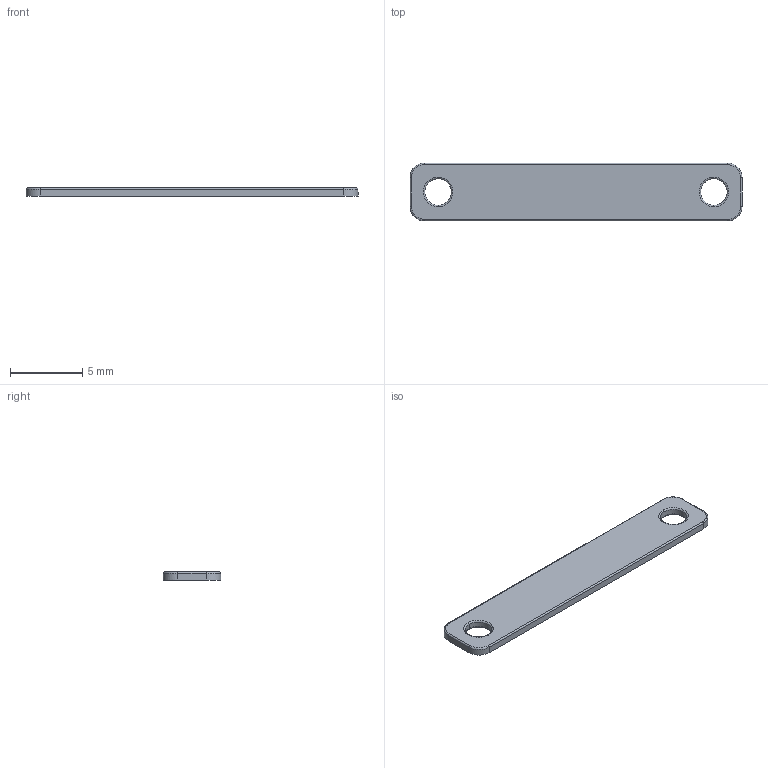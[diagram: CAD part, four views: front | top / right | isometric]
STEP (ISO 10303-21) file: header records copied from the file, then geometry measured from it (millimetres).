
FILE_DESCRIPTION (( 'STEP AP214' ), '1' );
FILE_NAME ('DRJ-0010.step', '2015-02-11T17:11:58', ( 'Alexandre' ), ( '' ), 'SwSTEP 2.0', 'SolidWorks 2015', '' );
FILE_SCHEMA (( 'AUTOMOTIVE_DESIGN' ));
Length unit declared in the file: millimetre
Products named in the file (1): DRJ-0010
Bounding box: 23 x 4 x 0.56 mm (x, y, z)
Volume: 47.9 mm3; surface area: 204.1 mm2
Topology: 1 solids, 1 shells, 30 faces, 72 edges, 44 vertices
Faces by surface type: cylinder 12, bspline 12, plane 6
Entity records: 1708 total; most frequent: CARTESIAN_POINT 734, ORIENTED_EDGE 144, DIRECTION 98, EDGE_CURVE 72, VERTEX_POINT 44, AXIS2_PLACEMENT_3D 37, EDGE_LOOP 34, UNCERTAINTY_MEASURE_WITH_UNIT 33
